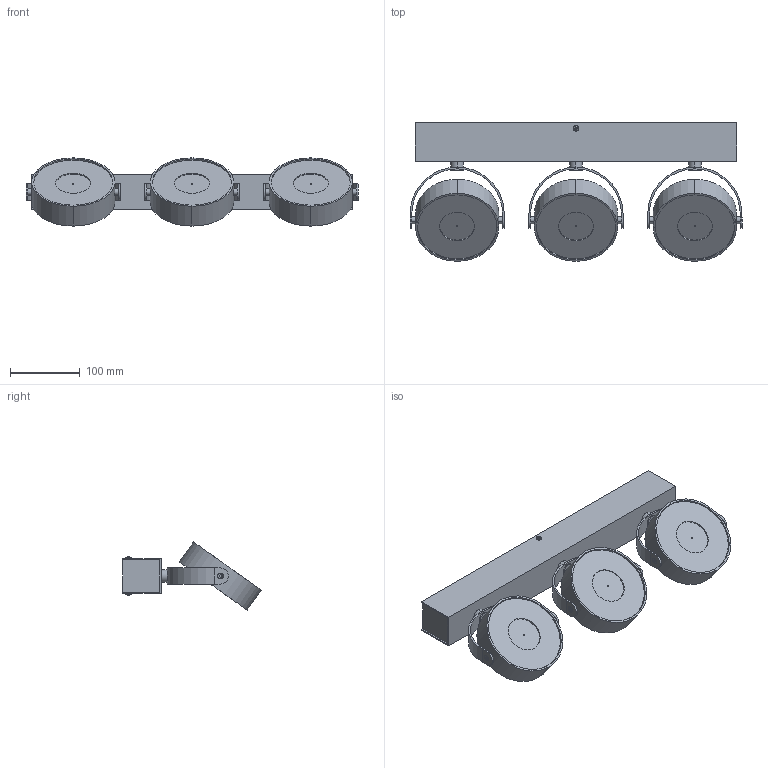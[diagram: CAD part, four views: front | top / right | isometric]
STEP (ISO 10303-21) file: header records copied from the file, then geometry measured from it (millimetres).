
FILE_DESCRIPTION (( 'STEP AP214' ), '1' );
FILE_NAME ('LBL271.STEP', '2021-12-01T06:39:55', ( 'GH' ), ( 'Microsoft' ), 'SwSTEP 2.0', 'SolidWorks 2013', '' );
FILE_SCHEMA (( 'AUTOMOTIVE_DESIGN' ));
Length unit declared in the file: millimetre
Products named in the file (14): 三头方底盒-中; M4x8带垫圆头十字螺丝; LBL271; 笢圉埴盓殤; 笢腑芠; 笢埴遠; 潔路翐; LSP-140萇埭芛蟀諉粣; M4x12麥芛囀鞠褒蹟佪; 笢綴厙え; 苤埴翐; GLA-5510 GLA-5520 GLA-5530閉情芵噩; GLA-5510 GLA-5520 GLA-5530+CREE1507+A-15XXM; 笢腑芛窒璃
Assembly tree (18 placements, depth 4):
  LBL271
    三头方底盒-中
    M4x8带垫圆头十字螺丝  x2
    笢腑芛窒璃  x3
      笢圉埴盓殤
      笢腑芠
      笢埴遠
      潔路翐
      LSP-140萇埭芛蟀諉粣
      M4x12麥芛囀鞠褒蹟佪
      笢綴厙え
      苤埴翐
      GLA-5510 GLA-5520 GLA-5530+CREE1507+A-15XXM
        GLA-5510 GLA-5520 GLA-5530閉情芵噩
Bounding box: 475 x 198.11 x 97.56 mm (x, y, z)
Volume: 460551.5 mm3; surface area: 425996.9 mm2
Topology: 38 solids, 38 shells, 2079 faces, 4805 edges, 2854 vertices
Faces by surface type: cylinder 1239, plane 298, cone 268, bspline 252, torus 22
Entity records: 23589 total; most frequent: CARTESIAN_POINT 8068, ORIENTED_EDGE 3290, DIRECTION 2617, EDGE_CURVE 1645, VERTEX_POINT 982, AXIS2_PLACEMENT_3D 947, EDGE_LOOP 761, LINE 723
